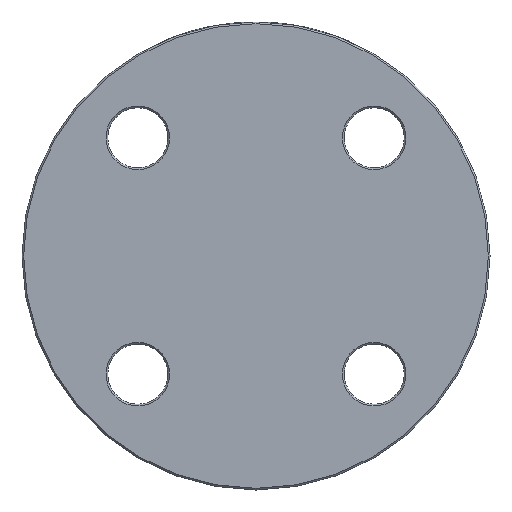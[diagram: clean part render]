
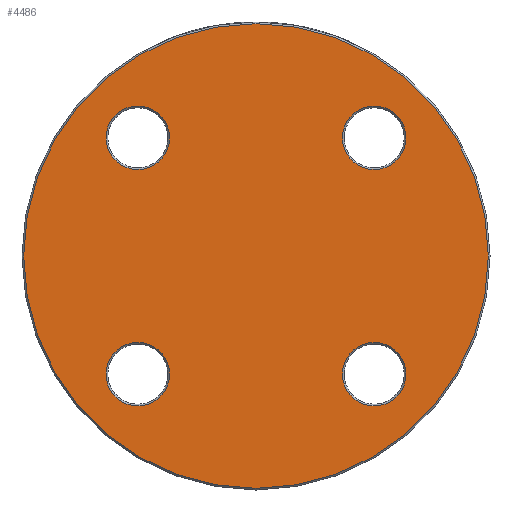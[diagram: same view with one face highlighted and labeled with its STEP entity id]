
A CAD part, left-side view. The second image highlights one B-rep face of the part: STEP entity #4486.
In plain terms, the highlighted planar face has unit normal (-1, 0, 0).
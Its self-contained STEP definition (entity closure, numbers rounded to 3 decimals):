
#57 = CARTESIAN_POINT ( 'NONE',  ( 0., 35.355, 25.855 ) ) ;
#138 = FACE_BOUND ( 'NONE', #3003, .T. ) ;
#403 = CARTESIAN_POINT ( 'NONE',  ( 0., -35.355, 35.355 ) ) ;
#596 = CARTESIAN_POINT ( 'NONE',  ( 0., 0., 0. ) ) ;
#972 = CARTESIAN_POINT ( 'NONE',  ( 0., 35.355, -44.855 ) ) ;
#1151 = EDGE_LOOP ( 'NONE', ( #2009 ) ) ;
#1283 = CARTESIAN_POINT ( 'NONE',  ( 0., 0., 0. ) ) ;
#1588 = DIRECTION ( 'NONE',  ( 0., 0., -1. ) ) ;
#1684 = AXIS2_PLACEMENT_3D ( 'NONE', #4324, #3116, #3959 ) ;
#1733 = DIRECTION ( 'NONE',  ( 1., 0., 0. ) ) ;
#1786 = CARTESIAN_POINT ( 'NONE',  ( 0., -35.355, -44.855 ) ) ;
#1845 = PLANE ( 'NONE',  #2278 ) ;
#1932 = CIRCLE ( 'NONE', #4792, 9.5 ) ;
#2009 = ORIENTED_EDGE ( 'NONE', *, *, #2522, .T. ) ;
#2114 = ORIENTED_EDGE ( 'NONE', *, *, #4825, .T. ) ;
#2186 = VERTEX_POINT ( 'NONE', #57 ) ;
#2213 = VERTEX_POINT ( 'NONE', #1786 ) ;
#2219 = FACE_OUTER_BOUND ( 'NONE', #2704, .T. ) ;
#2228 = DIRECTION ( 'NONE',  ( 0., 0., -1. ) ) ;
#2264 = CARTESIAN_POINT ( 'NONE',  ( 0., 0., -69.5 ) ) ;
#2278 = AXIS2_PLACEMENT_3D ( 'NONE', #1283, #2577, #4288 ) ;
#2340 = ORIENTED_EDGE ( 'NONE', *, *, #3043, .T. ) ;
#2409 = VERTEX_POINT ( 'NONE', #4055 ) ;
#2522 = EDGE_CURVE ( 'NONE', #2186, #2186, #2760, .T. ) ;
#2577 = DIRECTION ( 'NONE',  ( 1., 0., 0. ) ) ;
#2672 = AXIS2_PLACEMENT_3D ( 'NONE', #5481, #4615, #1588 ) ;
#2688 = VERTEX_POINT ( 'NONE', #2264 ) ;
#2704 = EDGE_LOOP ( 'NONE', ( #3058 ) ) ;
#2760 = CIRCLE ( 'NONE', #3297, 9.5 ) ;
#2816 = CIRCLE ( 'NONE', #3799, 69.5 ) ;
#3003 = EDGE_LOOP ( 'NONE', ( #4301 ) ) ;
#3043 = EDGE_CURVE ( 'NONE', #2213, #2213, #5444, .T. ) ;
#3058 = ORIENTED_EDGE ( 'NONE', *, *, #4004, .T. ) ;
#3116 = DIRECTION ( 'NONE',  ( 1., 0., 0. ) ) ;
#3297 = AXIS2_PLACEMENT_3D ( 'NONE', #3866, #1733, #3501 ) ;
#3457 = DIRECTION ( 'NONE',  ( 0., 0., -1. ) ) ;
#3460 = EDGE_CURVE ( 'NONE', #4810, #4810, #4994, .T. ) ;
#3501 = DIRECTION ( 'NONE',  ( 0., 0., -1. ) ) ;
#3576 = EDGE_LOOP ( 'NONE', ( #2340 ) ) ;
#3592 = DIRECTION ( 'NONE',  ( -1., 0., 0. ) ) ;
#3799 = AXIS2_PLACEMENT_3D ( 'NONE', #596, #3592, #2228 ) ;
#3866 = CARTESIAN_POINT ( 'NONE',  ( 0., 35.355, 35.355 ) ) ;
#3878 = DIRECTION ( 'NONE',  ( 1., 0., 0. ) ) ;
#3928 = FACE_BOUND ( 'NONE', #1151, .T. ) ;
#3959 = DIRECTION ( 'NONE',  ( 0., 0., -1. ) ) ;
#3978 = FACE_BOUND ( 'NONE', #3576, .T. ) ;
#4004 = EDGE_CURVE ( 'NONE', #2688, #2688, #2816, .T. ) ;
#4055 = CARTESIAN_POINT ( 'NONE',  ( 0., -35.355, 25.855 ) ) ;
#4288 = DIRECTION ( 'NONE',  ( 0., 0., -1. ) ) ;
#4301 = ORIENTED_EDGE ( 'NONE', *, *, #3460, .T. ) ;
#4324 = CARTESIAN_POINT ( 'NONE',  ( 0., -35.355, -35.355 ) ) ;
#4486 = ADVANCED_FACE ( 'NONE', ( #2219, #3928, #4790, #3978, #138 ), #1845, .F. ) ;
#4615 = DIRECTION ( 'NONE',  ( 1., 0., 0. ) ) ;
#4790 = FACE_BOUND ( 'NONE', #4906, .T. ) ;
#4792 = AXIS2_PLACEMENT_3D ( 'NONE', #403, #3878, #3457 ) ;
#4810 = VERTEX_POINT ( 'NONE', #972 ) ;
#4825 = EDGE_CURVE ( 'NONE', #2409, #2409, #1932, .T. ) ;
#4906 = EDGE_LOOP ( 'NONE', ( #2114 ) ) ;
#4994 = CIRCLE ( 'NONE', #2672, 9.5 ) ;
#5444 = CIRCLE ( 'NONE', #1684, 9.5 ) ;
#5481 = CARTESIAN_POINT ( 'NONE',  ( 0., 35.355, -35.355 ) ) ;
